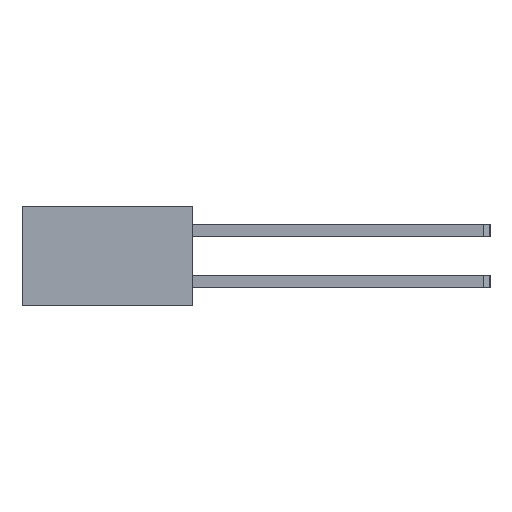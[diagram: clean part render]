
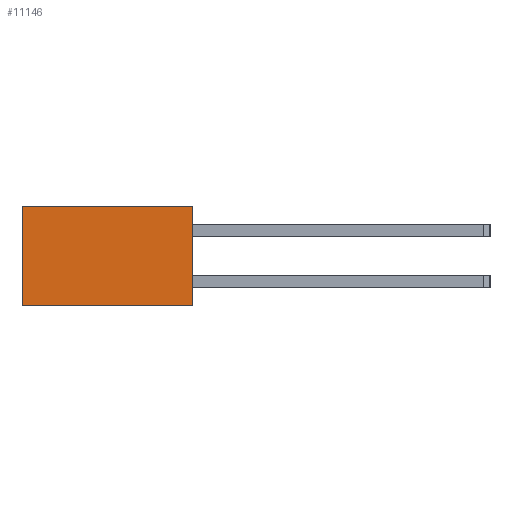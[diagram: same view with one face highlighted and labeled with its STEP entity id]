
A CAD part, left-side view. The second image highlights one B-rep face of the part: STEP entity #11146.
In plain terms, the highlighted planar face has unit normal (-1, 0, 0).
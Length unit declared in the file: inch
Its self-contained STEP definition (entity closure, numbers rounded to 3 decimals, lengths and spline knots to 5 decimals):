
#923=ORIENTED_EDGE('',*,*,#3848,.T.);
#924=ORIENTED_EDGE('',*,*,#3287,.F.);
#925=ORIENTED_EDGE('',*,*,#3889,.F.);
#926=ORIENTED_EDGE('',*,*,#3279,.T.);
#3279=EDGE_CURVE('',#4864,#4863,#5919,.T.);
#3287=EDGE_CURVE('',#4871,#4872,#5927,.T.);
#3848=EDGE_CURVE('',#4863,#4872,#6488,.T.);
#3889=EDGE_CURVE('',#4864,#4871,#6529,.T.);
#4863=VERTEX_POINT('',#15031);
#4864=VERTEX_POINT('',#15033);
#4871=VERTEX_POINT('',#15048);
#4872=VERTEX_POINT('',#15050);
#5919=LINE('',#15032,#7503);
#5927=LINE('',#15049,#7511);
#6488=LINE('',#16170,#8072);
#6529=LINE('',#16232,#8113);
#7503=VECTOR('',#12219,39.37008);
#7511=VECTOR('',#12229,39.37008);
#8072=VECTOR('',#13112,39.37008);
#8113=VECTOR('',#13195,39.37008);
#9190=EDGE_LOOP('',(#923,#924,#925,#926));
#9882=FACE_BOUND('',#9190,.T.);
#10574=PLANE('',#11744);
#11146=ADVANCED_FACE('',(#9882),#10574,.F.);
#11744=AXIS2_PLACEMENT_3D('',#16231,#13193,#13194);
#12219=DIRECTION('',(0.,-1.,0.));
#12229=DIRECTION('',(0.,-1.,0.));
#13112=DIRECTION('',(0.,0.,1.));
#13193=DIRECTION('',(1.,0.,0.));
#13194=DIRECTION('',(0.,0.,-1.));
#13195=DIRECTION('',(0.,0.,1.));
#15031=CARTESIAN_POINT('',(-1.01,0.,-0.0975));
#15032=CARTESIAN_POINT('',(-1.01,0.335,-0.0975));
#15033=CARTESIAN_POINT('',(-1.01,0.335,-0.0975));
#15048=CARTESIAN_POINT('',(-1.01,0.335,0.0975));
#15049=CARTESIAN_POINT('',(-1.01,0.335,0.0975));
#15050=CARTESIAN_POINT('',(-1.01,0.,0.0975));
#16170=CARTESIAN_POINT('',(-1.01,0.,-0.0975));
#16231=CARTESIAN_POINT('',(-1.01,0.335,-0.0975));
#16232=CARTESIAN_POINT('',(-1.01,0.335,-0.0975));
